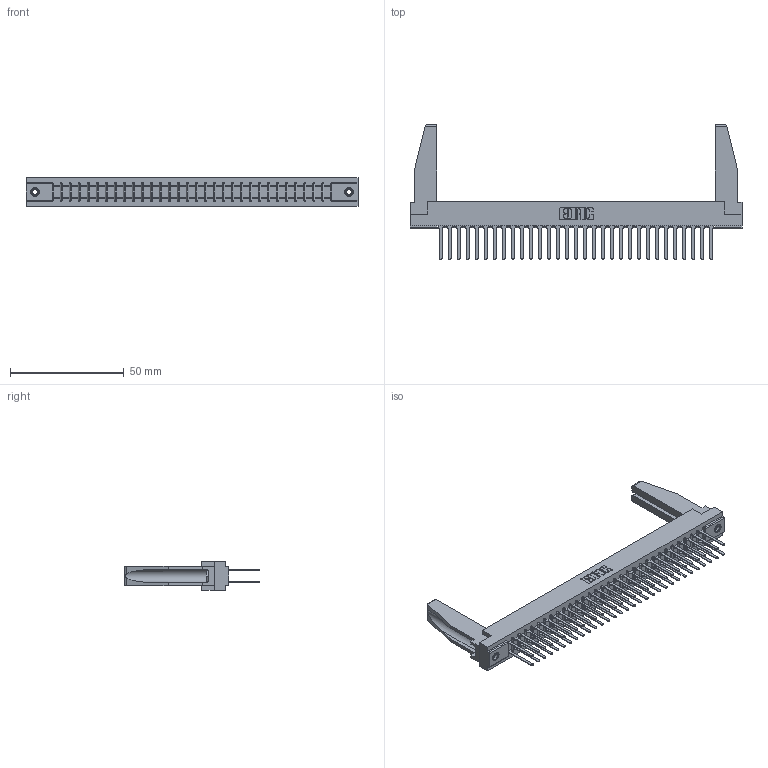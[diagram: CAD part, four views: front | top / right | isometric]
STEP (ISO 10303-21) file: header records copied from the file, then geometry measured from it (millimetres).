
FILE_DESCRIPTION (( 'STEP AP203' ), '1' );
FILE_NAME ('357-062-442-278.STEP', '2020-10-04T15:24:34', ( '' ), ( '' ), 'SwSTEP 2.0', 'SolidWorks 2020', '' );
FILE_SCHEMA (( 'CONFIG_CONTROL_DESIGN' ));
Length unit declared in the file: inch
Products named in the file (5): 345-250-001_345-250-001-102; 307-290-001_542; 307-220-078; 357-062-442-278; 307 Part_.156 Dia Mounting Holes
Assembly tree (67 placements, depth 2):
  357-062-442-278
    307 Part_.156 Dia Mounting Holes
    307-290-001_542  x62
    307-220-078  x2
    345-250-001_345-250-001-102  x2
Bounding box: 145.85 x 59.13 x 12.7 mm (x, y, z)
Volume: 19661.3 mm3; surface area: 24127.4 mm2
Topology: 67 solids, 67 shells, 3132 faces, 8713 edges, 5630 vertices
Faces by surface type: plane 2076, cylinder 976, sphere 64, cone 12, torus 4
Entity records: 31331 total; most frequent: CARTESIAN_POINT 5137, ORIENTED_EDGE 5048, DIRECTION 4990, EDGE_CURVE 2524, VECTOR 1936, LINE 1936, VERTEX_POINT 1632, AXIS2_PLACEMENT_3D 1527
